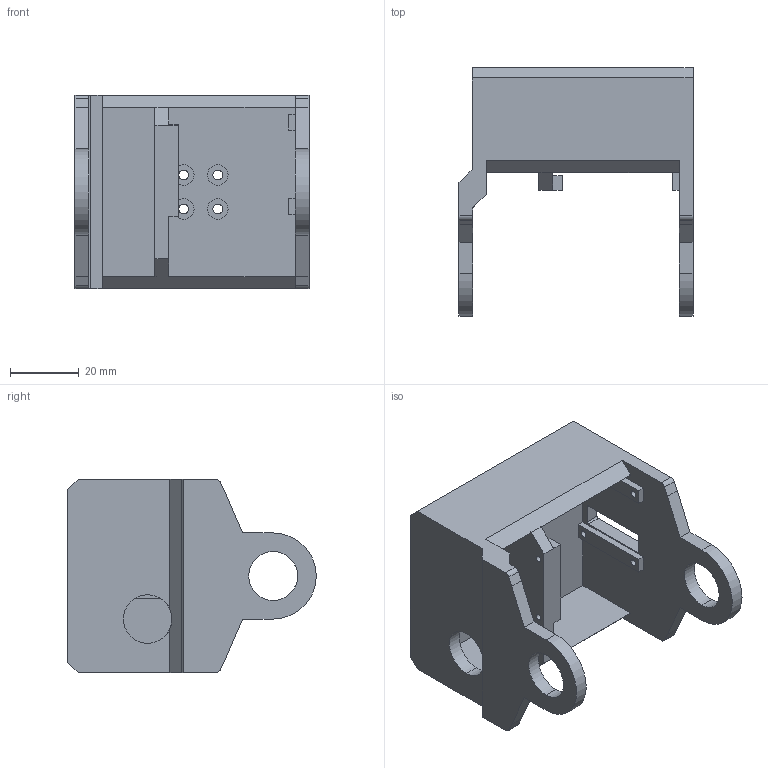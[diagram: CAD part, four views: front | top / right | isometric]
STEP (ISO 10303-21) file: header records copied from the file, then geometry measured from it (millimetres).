
FILE_DESCRIPTION (( 'STEP AP214' ), '1' );
FILE_NAME ('Hip-pulley-housing-left.STEP', '2025-12-21T16:33:42', ( '' ), ( '' ), 'SwSTEP 2.0', 'SolidWorks 2025', '' );
FILE_SCHEMA (( 'AUTOMOTIVE_DESIGN' ));
Length unit declared in the file: millimetre
Products named in the file (1): Hip-pulley-housing-left
Bounding box: 68 x 72.2 x 56.1 mm (x, y, z)
Volume: 66581.4 mm3; surface area: 28351 mm2
Topology: 1 solids, 1 shells, 118 faces, 336 edges, 221 vertices
Faces by surface type: plane 68, cylinder 50
Entity records: 3945 total; most frequent: CARTESIAN_POINT 682, DIRECTION 677, ORIENTED_EDGE 672, EDGE_CURVE 336, VECTOR 229, LINE 229, AXIS2_PLACEMENT_3D 224, VERTEX_POINT 221
